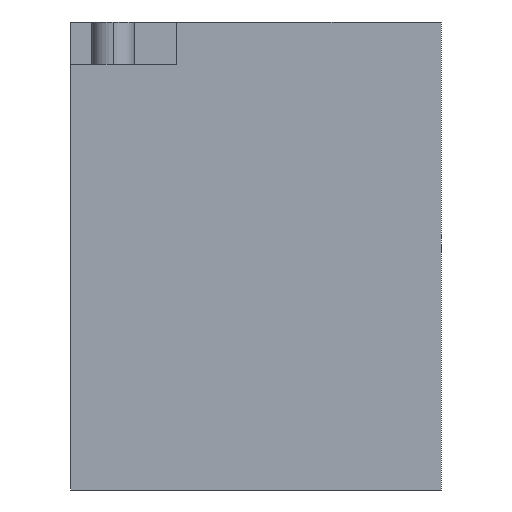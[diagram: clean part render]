
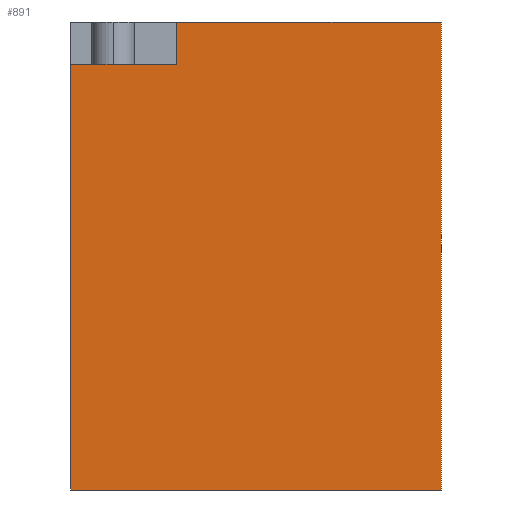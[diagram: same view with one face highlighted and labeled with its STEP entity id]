
A CAD part, left-side view. The second image highlights one B-rep face of the part: STEP entity #891.
In plain terms, the highlighted planar face has unit normal (-1, 0, 0).
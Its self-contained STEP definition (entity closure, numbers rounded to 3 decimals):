
#20 = VECTOR ( 'NONE', #248, 1000. ) ;
#38 = VERTEX_POINT ( 'NONE', #952 ) ;
#58 = EDGE_CURVE ( 'NONE', #937, #1003, #724, .T. ) ;
#106 = ORIENTED_EDGE ( 'NONE', *, *, #434, .F. ) ;
#141 = VECTOR ( 'NONE', #191, 1000. ) ;
#158 = FACE_OUTER_BOUND ( 'NONE', #1115, .T. ) ;
#170 = CARTESIAN_POINT ( 'NONE',  ( -166.5, 87.5, 201. ) ) ;
#191 = DIRECTION ( 'NONE',  ( 0., -1., 0. ) ) ;
#196 = VERTEX_POINT ( 'NONE', #214 ) ;
#214 = CARTESIAN_POINT ( 'NONE',  ( -166.5, 87.5, 201. ) ) ;
#222 = ORIENTED_EDGE ( 'NONE', *, *, #319, .F. ) ;
#248 = DIRECTION ( 'NONE',  ( 0., -1., 0. ) ) ;
#281 = CARTESIAN_POINT ( 'NONE',  ( -166.5, 87.5, 221. ) ) ;
#303 = DIRECTION ( 'NONE',  ( 0., 0., -1. ) ) ;
#305 = ORIENTED_EDGE ( 'NONE', *, *, #880, .T. ) ;
#317 = DIRECTION ( 'NONE',  ( 0., 0., 1. ) ) ;
#319 = EDGE_CURVE ( 'NONE', #493, #937, #395, .T. ) ;
#385 = CARTESIAN_POINT ( 'NONE',  ( -166.5, -87.5, 0. ) ) ;
#395 = LINE ( 'NONE', #1104, #485 ) ;
#408 = CARTESIAN_POINT ( 'NONE',  ( -166.5, 87.5, 221. ) ) ;
#429 = EDGE_CURVE ( 'NONE', #196, #38, #1120, .T. ) ;
#434 = EDGE_CURVE ( 'NONE', #196, #493, #690, .T. ) ;
#475 = ORIENTED_EDGE ( 'NONE', *, *, #58, .F. ) ;
#485 = VECTOR ( 'NONE', #317, 1000. ) ;
#493 = VERTEX_POINT ( 'NONE', #877 ) ;
#522 = DIRECTION ( 'NONE',  ( 0., -1., 0. ) ) ;
#576 = ORIENTED_EDGE ( 'NONE', *, *, #677, .F. ) ;
#592 = LINE ( 'NONE', #1021, #20 ) ;
#595 = DIRECTION ( 'NONE',  ( 0., 0., -1. ) ) ;
#608 = CARTESIAN_POINT ( 'NONE',  ( -166.5, 37.5, 221. ) ) ;
#641 = CARTESIAN_POINT ( 'NONE',  ( -166.5, -87.5, 221. ) ) ;
#659 = AXIS2_PLACEMENT_3D ( 'NONE', #408, #1118, #926 ) ;
#677 = EDGE_CURVE ( 'NONE', #1003, #810, #806, .T. ) ;
#690 = LINE ( 'NONE', #170, #997 ) ;
#724 = LINE ( 'NONE', #281, #141 ) ;
#803 = CARTESIAN_POINT ( 'NONE',  ( -166.5, -87.5, 221. ) ) ;
#806 = LINE ( 'NONE', #641, #963 ) ;
#810 = VERTEX_POINT ( 'NONE', #385 ) ;
#855 = PLANE ( 'NONE',  #659 ) ;
#877 = CARTESIAN_POINT ( 'NONE',  ( -166.5, 37.5, 201. ) ) ;
#880 = EDGE_CURVE ( 'NONE', #38, #810, #592, .T. ) ;
#891 = ADVANCED_FACE ( 'NONE', ( #158 ), #855, .F. ) ;
#926 = DIRECTION ( 'NONE',  ( 0., 0., -1. ) ) ;
#937 = VERTEX_POINT ( 'NONE', #608 ) ;
#952 = CARTESIAN_POINT ( 'NONE',  ( -166.5, 87.5, 0. ) ) ;
#954 = CARTESIAN_POINT ( 'NONE',  ( -166.5, 87.5, 221. ) ) ;
#963 = VECTOR ( 'NONE', #303, 1000. ) ;
#997 = VECTOR ( 'NONE', #522, 1000. ) ;
#1003 = VERTEX_POINT ( 'NONE', #803 ) ;
#1021 = CARTESIAN_POINT ( 'NONE',  ( -166.5, 87.5, 0. ) ) ;
#1022 = ORIENTED_EDGE ( 'NONE', *, *, #429, .T. ) ;
#1095 = VECTOR ( 'NONE', #595, 1000. ) ;
#1104 = CARTESIAN_POINT ( 'NONE',  ( -166.5, 37.5, 201. ) ) ;
#1115 = EDGE_LOOP ( 'NONE', ( #222, #106, #1022, #305, #576, #475 ) ) ;
#1118 = DIRECTION ( 'NONE',  ( 1., 0., 0. ) ) ;
#1120 = LINE ( 'NONE', #954, #1095 ) ;
